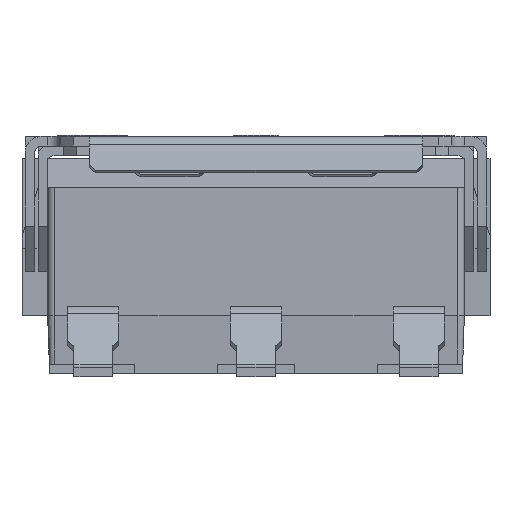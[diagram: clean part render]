
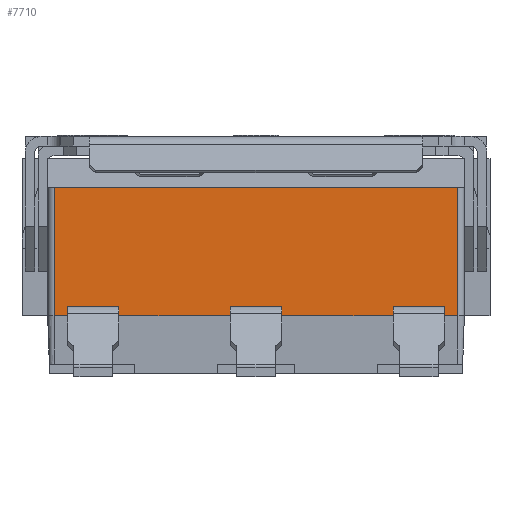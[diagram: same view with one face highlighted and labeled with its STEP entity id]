
A CAD part, front view. The second image highlights one B-rep face of the part: STEP entity #7710.
In plain terms, the highlighted planar face has unit normal (0, -1, 0).
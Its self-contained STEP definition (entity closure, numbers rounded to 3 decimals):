
#902=ORIENTED_EDGE('',*,*,#3121,.F.);
#903=ORIENTED_EDGE('',*,*,#2881,.T.);
#904=ORIENTED_EDGE('',*,*,#3122,.F.);
#905=ORIENTED_EDGE('',*,*,#3123,.T.);
#906=ORIENTED_EDGE('',*,*,#3120,.T.);
#907=ORIENTED_EDGE('',*,*,#3124,.F.);
#908=ORIENTED_EDGE('',*,*,#3125,.F.);
#909=ORIENTED_EDGE('',*,*,#2848,.F.);
#910=ORIENTED_EDGE('',*,*,#3126,.F.);
#911=ORIENTED_EDGE('',*,*,#2843,.T.);
#912=ORIENTED_EDGE('',*,*,#3127,.F.);
#913=ORIENTED_EDGE('',*,*,#2924,.F.);
#914=ORIENTED_EDGE('',*,*,#3128,.F.);
#915=ORIENTED_EDGE('',*,*,#2919,.T.);
#916=ORIENTED_EDGE('',*,*,#3129,.F.);
#917=ORIENTED_EDGE('',*,*,#2886,.F.);
#2843=EDGE_CURVE('',#3990,#3989,#4716,.T.);
#2848=EDGE_CURVE('',#3994,#3995,#4719,.T.);
#2881=EDGE_CURVE('',#4018,#4017,#4746,.T.);
#2886=EDGE_CURVE('',#4022,#4023,#4749,.T.);
#2919=EDGE_CURVE('',#4046,#4045,#4776,.T.);
#2924=EDGE_CURVE('',#4050,#4051,#4779,.T.);
#3120=EDGE_CURVE('',#4200,#4201,#4940,.T.);
#3121=EDGE_CURVE('',#4018,#4022,#4941,.T.);
#3122=EDGE_CURVE('',#4202,#4017,#4942,.T.);
#3123=EDGE_CURVE('',#4202,#4200,#4943,.T.);
#3124=EDGE_CURVE('',#4203,#4201,#4944,.T.);
#3125=EDGE_CURVE('',#3995,#4203,#4945,.T.);
#3126=EDGE_CURVE('',#3990,#3994,#4946,.T.);
#3127=EDGE_CURVE('',#4051,#3989,#4947,.T.);
#3128=EDGE_CURVE('',#4046,#4050,#4948,.T.);
#3129=EDGE_CURVE('',#4023,#4045,#4949,.T.);
#3989=VERTEX_POINT('',#13890);
#3990=VERTEX_POINT('',#13892);
#3994=VERTEX_POINT('',#13901);
#3995=VERTEX_POINT('',#13903);
#4017=VERTEX_POINT('',#13965);
#4018=VERTEX_POINT('',#13967);
#4022=VERTEX_POINT('',#13976);
#4023=VERTEX_POINT('',#13978);
#4045=VERTEX_POINT('',#14040);
#4046=VERTEX_POINT('',#14042);
#4050=VERTEX_POINT('',#14051);
#4051=VERTEX_POINT('',#14053);
#4200=VERTEX_POINT('',#14439);
#4201=VERTEX_POINT('',#14442);
#4202=VERTEX_POINT('',#14447);
#4203=VERTEX_POINT('',#14450);
#4716=LINE('',#13891,#5657);
#4719=LINE('',#13902,#5660);
#4746=LINE('',#13966,#5687);
#4749=LINE('',#13977,#5690);
#4776=LINE('',#14041,#5717);
#4779=LINE('',#14052,#5720);
#4940=LINE('',#14443,#5881);
#4941=LINE('',#14445,#5882);
#4942=LINE('',#14446,#5883);
#4943=LINE('',#14448,#5884);
#4944=LINE('',#14449,#5885);
#4945=LINE('',#14451,#5886);
#4946=LINE('',#14452,#5887);
#4947=LINE('',#14453,#5888);
#4948=LINE('',#14454,#5889);
#4949=LINE('',#14455,#5890);
#5657=VECTOR('',#11629,1000.);
#5660=VECTOR('',#11638,1000.);
#5687=VECTOR('',#11693,1000.);
#5690=VECTOR('',#11702,1000.);
#5717=VECTOR('',#11757,1000.);
#5720=VECTOR('',#11766,1000.);
#5881=VECTOR('',#12085,1000.);
#5882=VECTOR('',#12088,1000.);
#5883=VECTOR('',#12089,1000.);
#5884=VECTOR('',#12090,1000.);
#5885=VECTOR('',#12091,1000.);
#5886=VECTOR('',#12092,1000.);
#5887=VECTOR('',#12093,1000.);
#5888=VECTOR('',#12094,1000.);
#5889=VECTOR('',#12095,1000.);
#5890=VECTOR('',#12096,1000.);
#6585=EDGE_LOOP('',(#902,#903,#904,#905,#906,#907,#908,#909,#910,#911,#912,
#913,#914,#915,#916,#917));
#7006=FACE_BOUND('',#6585,.T.);
#7404=PLANE('',#10936);
#7710=ADVANCED_FACE('',(#7006),#7404,.F.);
#10936=AXIS2_PLACEMENT_3D('',#14444,#12086,#12087);
#11629=DIRECTION('',(0.,0.,-1.));
#11638=DIRECTION('',(0.,0.,-1.));
#11693=DIRECTION('',(0.,0.,-1.));
#11702=DIRECTION('',(0.,0.,-1.));
#11757=DIRECTION('',(0.,0.,-1.));
#11766=DIRECTION('',(0.,0.,-1.));
#12085=DIRECTION('',(-1.,0.,0.));
#12086=DIRECTION('',(0.,1.,0.));
#12087=DIRECTION('',(0.,0.,1.));
#12088=DIRECTION('',(-1.,0.,0.));
#12089=DIRECTION('',(-1.,0.,0.));
#12090=DIRECTION('',(0.,0.,1.));
#12091=DIRECTION('',(0.,0.,1.));
#12092=DIRECTION('',(-1.,0.,0.));
#12093=DIRECTION('',(-1.,0.,0.));
#12094=DIRECTION('',(-1.,0.,0.));
#12095=DIRECTION('',(-1.,0.,0.));
#12096=DIRECTION('',(-1.,0.,0.));
#13890=CARTESIAN_POINT('',(-2.14,-3.55,-2.8));
#13891=CARTESIAN_POINT('',(-2.14,-3.55,-0.8));
#13892=CARTESIAN_POINT('',(-2.14,-3.55,-2.65));
#13901=CARTESIAN_POINT('',(-2.94,-3.55,-2.65));
#13902=CARTESIAN_POINT('',(-2.94,-3.55,-0.8));
#13903=CARTESIAN_POINT('',(-2.94,-3.55,-2.8));
#13965=CARTESIAN_POINT('',(2.94,-3.55,-2.8));
#13966=CARTESIAN_POINT('',(2.94,-3.55,-0.8));
#13967=CARTESIAN_POINT('',(2.94,-3.55,-2.65));
#13976=CARTESIAN_POINT('',(2.14,-3.55,-2.65));
#13977=CARTESIAN_POINT('',(2.14,-3.55,-0.8));
#13978=CARTESIAN_POINT('',(2.14,-3.55,-2.8));
#14040=CARTESIAN_POINT('',(0.4,-3.55,-2.8));
#14041=CARTESIAN_POINT('',(0.4,-3.55,-0.8));
#14042=CARTESIAN_POINT('',(0.4,-3.55,-2.65));
#14051=CARTESIAN_POINT('',(-0.4,-3.55,-2.65));
#14052=CARTESIAN_POINT('',(-0.4,-3.55,-0.8));
#14053=CARTESIAN_POINT('',(-0.4,-3.55,-2.8));
#14439=CARTESIAN_POINT('',(3.15,-3.55,-0.8));
#14442=CARTESIAN_POINT('',(-3.15,-3.55,-0.8));
#14443=CARTESIAN_POINT('',(3.25,-3.55,-0.8));
#14444=CARTESIAN_POINT('',(3.25,-3.55,-0.8));
#14445=CARTESIAN_POINT('',(2.94,-3.55,-2.65));
#14446=CARTESIAN_POINT('',(3.25,-3.55,-2.8));
#14447=CARTESIAN_POINT('',(3.15,-3.55,-2.8));
#14448=CARTESIAN_POINT('',(3.15,-3.55,-4.8));
#14449=CARTESIAN_POINT('',(-3.15,-3.55,-4.8));
#14450=CARTESIAN_POINT('',(-3.15,-3.55,-2.8));
#14451=CARTESIAN_POINT('',(3.25,-3.55,-2.8));
#14452=CARTESIAN_POINT('',(-2.14,-3.55,-2.65));
#14453=CARTESIAN_POINT('',(3.25,-3.55,-2.8));
#14454=CARTESIAN_POINT('',(0.4,-3.55,-2.65));
#14455=CARTESIAN_POINT('',(3.25,-3.55,-2.8));
